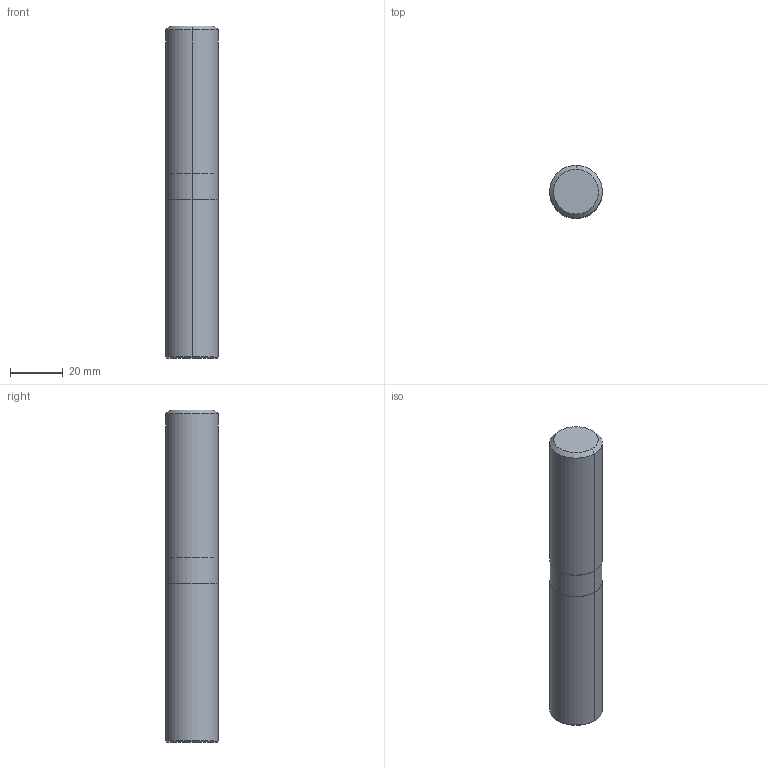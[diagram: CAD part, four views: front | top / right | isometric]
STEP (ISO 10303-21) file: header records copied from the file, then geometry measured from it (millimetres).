
FILE_DESCRIPTION(('STEP AP214'),'1');
FILE_NAME('607525526-000-00-E43.stp','2021-03-03T10:45:38',(' '),(' '),'Spatial InterOp 3D',' ',' ');
FILE_SCHEMA(('AUTOMOTIVE_DESIGN { 1 0 10303 214 1 1 1 1 }'));
Length unit declared in the file: millimetre
Products named in the file (1): 1
Bounding box: 20 x 20 x 126 mm (x, y, z)
Volume: 39449.4 mm3; surface area: 9094.1 mm2
Topology: 2 solids, 2 shells, 15 faces, 39 edges, 30 vertices
Faces by surface type: cylinder 6, plane 5, cone 4
Entity records: 615 total; most frequent: DIRECTION 93, CARTESIAN_POINT 76, ORIENTED_EDGE 52, AXIS2_PLACEMENT_3D 37, EDGE_CURVE 26, LINE 23, VECTOR 23, STYLED_ITEM 18
